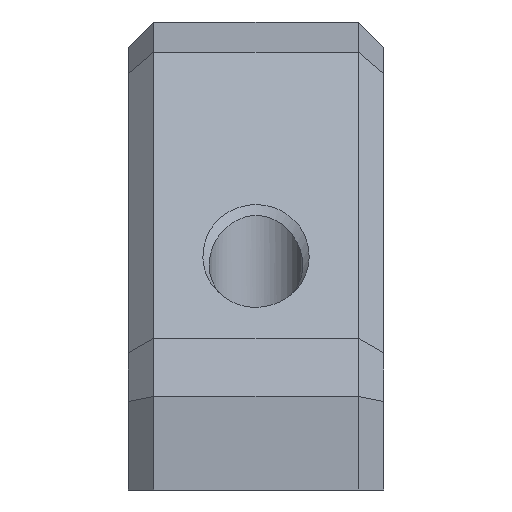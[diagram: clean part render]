
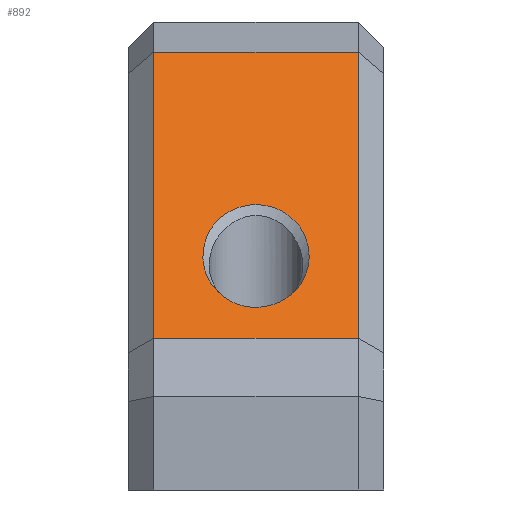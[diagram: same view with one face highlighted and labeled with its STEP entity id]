
A CAD part, front view. The second image highlights one B-rep face of the part: STEP entity #892.
In plain terms, the highlighted planar face has unit normal (0, -0.707, 0.707).
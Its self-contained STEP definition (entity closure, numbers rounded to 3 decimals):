
#27=FACE_BOUND('',#103,.T.);
#33=B_SPLINE_CURVE_WITH_KNOTS('',3,(#1305,#1306,#1307,#1308,#1309,#1310,
#1311,#1312,#1313,#1314,#1315,#1316,#1317,#1318),.UNSPECIFIED.,.T.,.F.,
(4,1,1,1,1,1,1,1,1,1,1,4),(-3.142,-2.693,-2.244,
-1.346,-0.898,-0.449,0.15,
0.449,1.346,2.244,2.693,3.142),
 .UNSPECIFIED.);
#48=FACE_OUTER_BOUND('',#102,.T.);
#102=EDGE_LOOP('',(#619,#620,#621,#622));
#103=EDGE_LOOP('',(#623));
#170=LINE('',#1280,#284);
#180=LINE('',#1299,#294);
#181=LINE('',#1302,#295);
#182=LINE('',#1303,#296);
#284=VECTOR('',#1040,10.);
#294=VECTOR('',#1056,10.);
#295=VECTOR('',#1059,10.);
#296=VECTOR('',#1060,10.);
#393=VERTEX_POINT('',#1273);
#395=VERTEX_POINT('',#1279);
#401=VERTEX_POINT('',#1297);
#402=VERTEX_POINT('',#1301);
#403=VERTEX_POINT('',#1304);
#474=EDGE_CURVE('',#395,#393,#170,.T.);
#484=EDGE_CURVE('',#393,#401,#180,.T.);
#485=EDGE_CURVE('',#401,#402,#181,.T.);
#486=EDGE_CURVE('',#402,#395,#182,.T.);
#487=EDGE_CURVE('',#403,#403,#33,.T.);
#619=ORIENTED_EDGE('',*,*,#474,.T.);
#620=ORIENTED_EDGE('',*,*,#484,.T.);
#621=ORIENTED_EDGE('',*,*,#485,.T.);
#622=ORIENTED_EDGE('',*,*,#486,.T.);
#623=ORIENTED_EDGE('',*,*,#487,.T.);
#844=PLANE('',#960);
#892=ADVANCED_FACE('',(#48,#27),#844,.F.);
#960=AXIS2_PLACEMENT_3D('',#1300,#1057,#1058);
#1040=DIRECTION('',(0.,0.707,0.707));
#1056=DIRECTION('',(-1.,0.,0.));
#1057=DIRECTION('center_axis',(0.,0.707,-0.707));
#1058=DIRECTION('ref_axis',(0.,0.707,0.707));
#1059=DIRECTION('',(0.,-0.707,-0.707));
#1060=DIRECTION('',(1.,0.,0.));
#1273=CARTESIAN_POINT('',(27.,-43.536,51.464));
#1279=CARTESIAN_POINT('',(27.,-77.172,17.828));
#1280=CARTESIAN_POINT('',(27.,-66.875,28.125));
#1297=CARTESIAN_POINT('',(3.,-43.536,51.464));
#1299=CARTESIAN_POINT('',(0.,-43.536,51.464));
#1300=CARTESIAN_POINT('Origin',(0.,-80.,15.));
#1301=CARTESIAN_POINT('',(3.,-77.172,17.828));
#1302=CARTESIAN_POINT('',(3.,-66.875,28.125));
#1303=CARTESIAN_POINT('',(0.,-77.172,17.828));
#1304=CARTESIAN_POINT('',(15.,-61.47,33.53));
#1305=CARTESIAN_POINT('Ctrl Pts',(15.,-61.47,33.53));
#1306=CARTESIAN_POINT('Ctrl Pts',(15.981,-61.47,33.53));
#1307=CARTESIAN_POINT('Ctrl Pts',(17.926,-61.928,33.072));
#1308=CARTESIAN_POINT('Ctrl Pts',(20.863,-64.283,30.717));
#1309=CARTESIAN_POINT('Ctrl Pts',(21.708,-68.03,26.97));
#1310=CARTESIAN_POINT('Ctrl Pts',(20.117,-71.301,23.699));
#1311=CARTESIAN_POINT('Ctrl Pts',(17.694,-73.28,21.72));
#1312=CARTESIAN_POINT('Ctrl Pts',(14.631,-73.756,21.244));
#1313=CARTESIAN_POINT('Ctrl Pts',(10.884,-72.587,22.413));
#1314=CARTESIAN_POINT('Ctrl Pts',(8.088,-68.974,26.026));
#1315=CARTESIAN_POINT('Ctrl Pts',(9.133,-64.278,30.722));
#1316=CARTESIAN_POINT('Ctrl Pts',(12.074,-61.928,33.072));
#1317=CARTESIAN_POINT('Ctrl Pts',(14.019,-61.47,33.53));
#1318=CARTESIAN_POINT('Ctrl Pts',(15.,-61.47,33.53));
